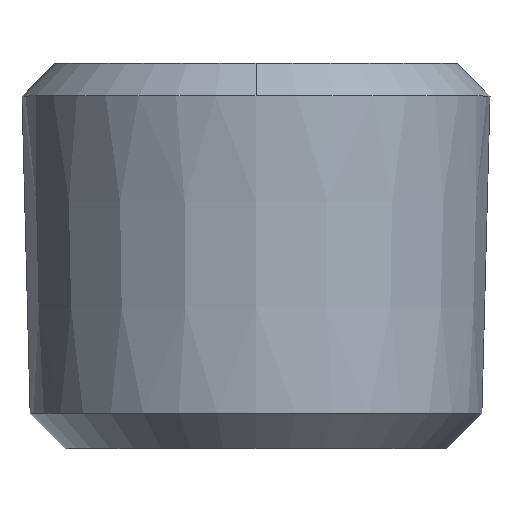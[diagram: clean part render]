
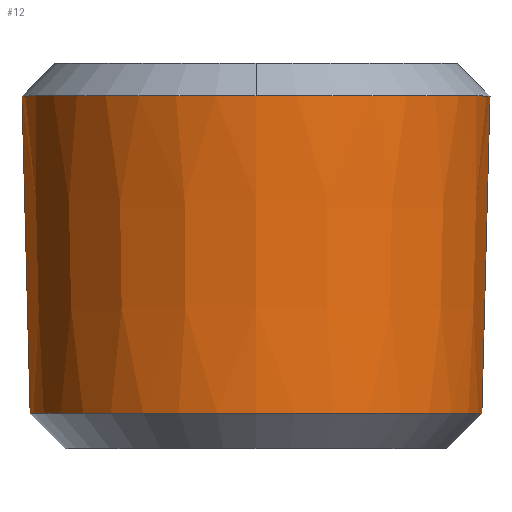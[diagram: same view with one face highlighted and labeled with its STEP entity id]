
A CAD part, top view. The second image highlights one B-rep face of the part: STEP entity #12.
In plain terms, the highlighted conical face has half-angle 1.47 degrees and reference radius 6.707 mm.
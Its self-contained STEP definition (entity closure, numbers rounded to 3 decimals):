
#1 = VERTEX_POINT ( 'NONE', #353 ) ;
#2 = VERTEX_POINT ( 'NONE', #266 ) ;
#9 = ORIENTED_EDGE ( 'NONE', *, *, #13, .F. ) ;
#10 = ORIENTED_EDGE ( 'NONE', *, *, #11, .F. ) ;
#11 = EDGE_CURVE ( 'NONE', #46, #49, #281, .T. ) ;
#12 = ADVANCED_FACE ( 'NONE', ( #272 ), #288, .T. ) ;
#13 = EDGE_CURVE ( 'NONE', #2, #46, #374, .T. ) ;
#17 = EDGE_LOOP ( 'NONE', ( #9, #18, #21, #47, #10 ) ) ;
#18 = ORIENTED_EDGE ( 'NONE', *, *, #22, .T. ) ;
#20 = EDGE_CURVE ( 'NONE', #45, #1, #366, .T. ) ;
#21 = ORIENTED_EDGE ( 'NONE', *, *, #20, .T. ) ;
#22 = EDGE_CURVE ( 'NONE', #2, #45, #361, .T. ) ;
#45 = VERTEX_POINT ( 'NONE', #330 ) ;
#46 = VERTEX_POINT ( 'NONE', #329 ) ;
#47 = ORIENTED_EDGE ( 'NONE', *, *, #48, .T. ) ;
#48 = EDGE_CURVE ( 'NONE', #1, #49, #328, .T. ) ;
#49 = VERTEX_POINT ( 'NONE', #323 ) ;
#266 = CARTESIAN_POINT ( 'NONE',  ( 6.45, 1., 0. ) ) ;
#272 = FACE_OUTER_BOUND ( 'NONE', #17, .T. ) ;
#273 = DIRECTION ( 'NONE',  ( -0.026, 1., 0. ) ) ;
#274 = VECTOR ( 'NONE', #273, 1000. ) ;
#280 = CARTESIAN_POINT ( 'NONE',  ( -6.707, 11., 0. ) ) ;
#281 = LINE ( 'NONE', #280, #274 ) ;
#282 = DIRECTION ( 'NONE',  ( -1., 0., 0. ) ) ;
#285 = CARTESIAN_POINT ( 'NONE',  ( 0., 11., 0. ) ) ;
#286 = AXIS2_PLACEMENT_3D ( 'NONE', #285, #287, #282 ) ;
#287 = DIRECTION ( 'NONE',  ( 0., 1., 0. ) ) ;
#288 = CONICAL_SURFACE ( 'NONE', #286, 6.707, 0.026 ) ;
#323 = CARTESIAN_POINT ( 'NONE',  ( -6.683, 10.067, 0. ) ) ;
#324 = DIRECTION ( 'NONE',  ( -1., 0., 0. ) ) ;
#325 = DIRECTION ( 'NONE',  ( 0., -1., 0. ) ) ;
#326 = CARTESIAN_POINT ( 'NONE',  ( 0., 10.067, 0. ) ) ;
#327 = AXIS2_PLACEMENT_3D ( 'NONE', #326, #325, #324 ) ;
#328 = CIRCLE ( 'NONE', #327, 6.683 ) ;
#329 = CARTESIAN_POINT ( 'NONE',  ( -6.45, 1., 0. ) ) ;
#330 = CARTESIAN_POINT ( 'NONE',  ( 6.683, 10.067, 0. ) ) ;
#353 = CARTESIAN_POINT ( 'NONE',  ( 0., 10.067, 6.683 ) ) ;
#358 = DIRECTION ( 'NONE',  ( 0.026, 1., 0. ) ) ;
#359 = VECTOR ( 'NONE', #358, 1000. ) ;
#360 = CARTESIAN_POINT ( 'NONE',  ( 6.707, 11., 0. ) ) ;
#361 = LINE ( 'NONE', #360, #359 ) ;
#362 = DIRECTION ( 'NONE',  ( -1., 0., 0. ) ) ;
#363 = DIRECTION ( 'NONE',  ( 0., -1., 0. ) ) ;
#364 = CARTESIAN_POINT ( 'NONE',  ( 0., 10.067, 0. ) ) ;
#365 = AXIS2_PLACEMENT_3D ( 'NONE', #364, #363, #362 ) ;
#366 = CIRCLE ( 'NONE', #365, 6.683 ) ;
#370 = DIRECTION ( 'NONE',  ( 1., 0., 0. ) ) ;
#371 = DIRECTION ( 'NONE',  ( 0., -1., 0. ) ) ;
#372 = CARTESIAN_POINT ( 'NONE',  ( 0., 1., 0. ) ) ;
#373 = AXIS2_PLACEMENT_3D ( 'NONE', #372, #371, #370 ) ;
#374 = CIRCLE ( 'NONE', #373, 6.45 ) ;
